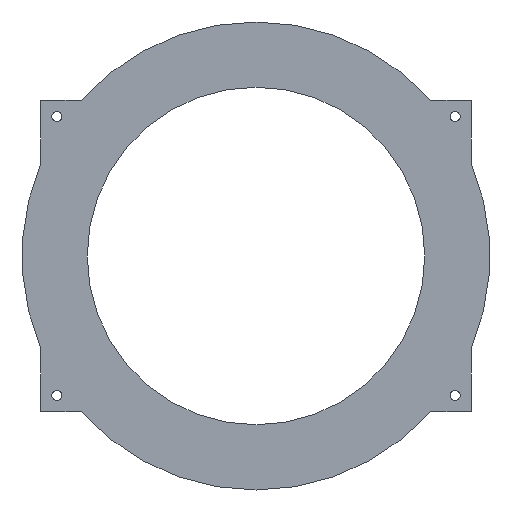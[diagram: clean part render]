
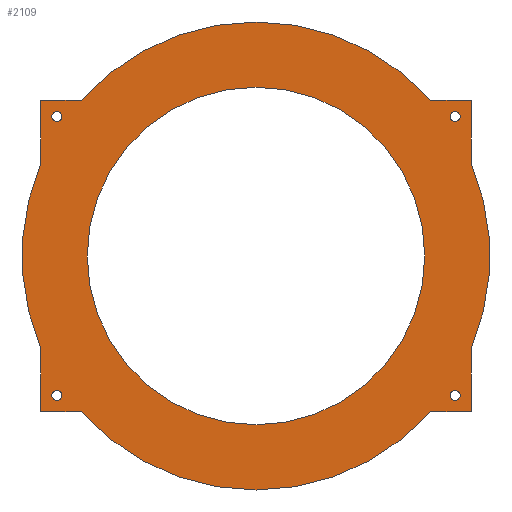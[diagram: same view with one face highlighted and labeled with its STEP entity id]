
A CAD part, front view. The second image highlights one B-rep face of the part: STEP entity #2109.
In plain terms, the highlighted planar face has unit normal (0, -1, 0).
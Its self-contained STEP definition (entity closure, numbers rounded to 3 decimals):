
#164=FACE_BOUND('',#414,.T.);
#165=FACE_BOUND('',#415,.T.);
#166=FACE_BOUND('',#416,.T.);
#167=FACE_BOUND('',#417,.T.);
#168=FACE_BOUND('',#418,.T.);
#178=PLANE('',#2352);
#245=FACE_OUTER_BOUND('',#413,.T.);
#413=EDGE_LOOP('',(#1537,#1538,#1539,#1540,#1541,#1542,#1543,#1544,#1545,
#1546,#1547,#1548));
#414=EDGE_LOOP('',(#1549));
#415=EDGE_LOOP('',(#1550));
#416=EDGE_LOOP('',(#1551));
#417=EDGE_LOOP('',(#1552));
#418=EDGE_LOOP('',(#1553));
#568=LINE('',#3552,#649);
#572=LINE('',#3560,#653);
#576=LINE('',#3572,#657);
#579=LINE('',#3578,#660);
#583=LINE('',#3590,#664);
#586=LINE('',#3596,#667);
#590=LINE('',#3608,#671);
#593=LINE('',#3614,#674);
#649=VECTOR('',#2728,10.);
#653=VECTOR('',#2734,10.);
#657=VECTOR('',#2746,10.);
#660=VECTOR('',#2751,10.);
#664=VECTOR('',#2763,10.);
#667=VECTOR('',#2768,10.);
#671=VECTOR('',#2780,10.);
#674=VECTOR('',#2785,10.);
#726=CIRCLE('',#2318,1.);
#728=CIRCLE('',#2321,33.9);
#730=CIRCLE('',#2324,1.);
#732=CIRCLE('',#2327,1.);
#734=CIRCLE('',#2330,1.);
#735=CIRCLE('',#2334,47.);
#737=CIRCLE('',#2339,47.);
#739=CIRCLE('',#2344,47.);
#741=CIRCLE('',#2349,47.);
#936=VERTEX_POINT('',#3522);
#938=VERTEX_POINT('',#3528);
#940=VERTEX_POINT('',#3534);
#942=VERTEX_POINT('',#3540);
#944=VERTEX_POINT('',#3546);
#945=VERTEX_POINT('',#3550);
#946=VERTEX_POINT('',#3551);
#949=VERTEX_POINT('',#3559);
#951=VERTEX_POINT('',#3565);
#953=VERTEX_POINT('',#3571);
#955=VERTEX_POINT('',#3577);
#957=VERTEX_POINT('',#3583);
#959=VERTEX_POINT('',#3589);
#961=VERTEX_POINT('',#3595);
#963=VERTEX_POINT('',#3601);
#965=VERTEX_POINT('',#3607);
#967=VERTEX_POINT('',#3613);
#1163=EDGE_CURVE('',#936,#936,#726,.T.);
#1166=EDGE_CURVE('',#938,#938,#728,.T.);
#1169=EDGE_CURVE('',#940,#940,#730,.T.);
#1172=EDGE_CURVE('',#942,#942,#732,.T.);
#1175=EDGE_CURVE('',#944,#944,#734,.T.);
#1176=EDGE_CURVE('',#945,#946,#568,.T.);
#1180=EDGE_CURVE('',#946,#949,#572,.T.);
#1183=EDGE_CURVE('',#951,#949,#735,.T.);
#1186=EDGE_CURVE('',#951,#953,#576,.T.);
#1189=EDGE_CURVE('',#953,#955,#579,.T.);
#1192=EDGE_CURVE('',#957,#955,#737,.T.);
#1195=EDGE_CURVE('',#957,#959,#583,.T.);
#1198=EDGE_CURVE('',#959,#961,#586,.T.);
#1201=EDGE_CURVE('',#963,#961,#739,.T.);
#1204=EDGE_CURVE('',#963,#965,#590,.T.);
#1207=EDGE_CURVE('',#965,#967,#593,.T.);
#1210=EDGE_CURVE('',#945,#967,#741,.T.);
#1537=ORIENTED_EDGE('',*,*,#1210,.F.);
#1538=ORIENTED_EDGE('',*,*,#1176,.T.);
#1539=ORIENTED_EDGE('',*,*,#1180,.T.);
#1540=ORIENTED_EDGE('',*,*,#1183,.F.);
#1541=ORIENTED_EDGE('',*,*,#1186,.T.);
#1542=ORIENTED_EDGE('',*,*,#1189,.T.);
#1543=ORIENTED_EDGE('',*,*,#1192,.F.);
#1544=ORIENTED_EDGE('',*,*,#1195,.T.);
#1545=ORIENTED_EDGE('',*,*,#1198,.T.);
#1546=ORIENTED_EDGE('',*,*,#1201,.F.);
#1547=ORIENTED_EDGE('',*,*,#1204,.T.);
#1548=ORIENTED_EDGE('',*,*,#1207,.T.);
#1549=ORIENTED_EDGE('',*,*,#1175,.F.);
#1550=ORIENTED_EDGE('',*,*,#1172,.F.);
#1551=ORIENTED_EDGE('',*,*,#1169,.F.);
#1552=ORIENTED_EDGE('',*,*,#1166,.F.);
#1553=ORIENTED_EDGE('',*,*,#1163,.F.);
#2109=ADVANCED_FACE('',(#245,#164,#165,#166,#167,#168),#178,.F.);
#2318=AXIS2_PLACEMENT_3D('',#3524,#2696,#2697);
#2321=AXIS2_PLACEMENT_3D('',#3530,#2703,#2704);
#2324=AXIS2_PLACEMENT_3D('',#3536,#2710,#2711);
#2327=AXIS2_PLACEMENT_3D('',#3542,#2717,#2718);
#2330=AXIS2_PLACEMENT_3D('',#3548,#2724,#2725);
#2334=AXIS2_PLACEMENT_3D('',#3566,#2739,#2740);
#2339=AXIS2_PLACEMENT_3D('',#3584,#2756,#2757);
#2344=AXIS2_PLACEMENT_3D('',#3602,#2773,#2774);
#2349=AXIS2_PLACEMENT_3D('',#3619,#2790,#2791);
#2352=AXIS2_PLACEMENT_3D('',#3622,#2796,#2797);
#2696=DIRECTION('center_axis',(0.,-1.,0.));
#2697=DIRECTION('ref_axis',(1.,0.,0.));
#2703=DIRECTION('center_axis',(0.,-1.,0.));
#2704=DIRECTION('ref_axis',(1.,0.,0.));
#2710=DIRECTION('center_axis',(0.,-1.,0.));
#2711=DIRECTION('ref_axis',(1.,0.,0.));
#2717=DIRECTION('center_axis',(0.,-1.,0.));
#2718=DIRECTION('ref_axis',(1.,0.,0.));
#2724=DIRECTION('center_axis',(0.,-1.,0.));
#2725=DIRECTION('ref_axis',(1.,0.,0.));
#2728=DIRECTION('',(-1.,0.,0.));
#2734=DIRECTION('',(0.,0.,-1.));
#2739=DIRECTION('center_axis',(0.,1.,0.));
#2740=DIRECTION('ref_axis',(1.,0.,0.));
#2746=DIRECTION('',(0.,0.,-1.));
#2751=DIRECTION('',(1.,0.,0.));
#2756=DIRECTION('center_axis',(0.,1.,0.));
#2757=DIRECTION('ref_axis',(1.,0.,0.));
#2763=DIRECTION('',(1.,0.,0.));
#2768=DIRECTION('',(0.,0.,1.));
#2773=DIRECTION('center_axis',(0.,1.,0.));
#2774=DIRECTION('ref_axis',(1.,0.,0.));
#2780=DIRECTION('',(0.,0.,1.));
#2785=DIRECTION('',(-1.,0.,0.));
#2790=DIRECTION('center_axis',(0.,1.,0.));
#2791=DIRECTION('ref_axis',(1.,0.,0.));
#2796=DIRECTION('center_axis',(0.,1.,0.));
#2797=DIRECTION('ref_axis',(1.,0.,0.));
#3522=CARTESIAN_POINT('',(39.,0.,-28.));
#3524=CARTESIAN_POINT('Origin',(40.,0.,-28.));
#3528=CARTESIAN_POINT('',(-33.9,0.,0.));
#3530=CARTESIAN_POINT('Origin',(0.,0.,0.));
#3534=CARTESIAN_POINT('',(-41.,0.,-28.));
#3536=CARTESIAN_POINT('Origin',(-40.,0.,-28.));
#3540=CARTESIAN_POINT('',(-41.,0.,28.));
#3542=CARTESIAN_POINT('Origin',(-40.,0.,28.));
#3546=CARTESIAN_POINT('',(39.,0.,28.));
#3548=CARTESIAN_POINT('Origin',(40.,0.,28.));
#3550=CARTESIAN_POINT('',(-35.106,0.,31.25));
#3551=CARTESIAN_POINT('',(-43.25,0.,31.25));
#3552=CARTESIAN_POINT('',(43.25,0.,31.25));
#3559=CARTESIAN_POINT('',(-43.25,0.,18.397));
#3560=CARTESIAN_POINT('',(-43.25,0.,31.25));
#3565=CARTESIAN_POINT('',(-43.25,0.,-18.397));
#3566=CARTESIAN_POINT('Origin',(0.,0.,0.));
#3571=CARTESIAN_POINT('',(-43.25,0.,-31.25));
#3572=CARTESIAN_POINT('',(-43.25,0.,31.25));
#3577=CARTESIAN_POINT('',(-35.106,0.,-31.25));
#3578=CARTESIAN_POINT('',(-43.25,0.,-31.25));
#3583=CARTESIAN_POINT('',(35.106,0.,-31.25));
#3584=CARTESIAN_POINT('Origin',(0.,0.,0.));
#3589=CARTESIAN_POINT('',(43.25,0.,-31.25));
#3590=CARTESIAN_POINT('',(-43.25,0.,-31.25));
#3595=CARTESIAN_POINT('',(43.25,0.,-18.397));
#3596=CARTESIAN_POINT('',(43.25,0.,-31.25));
#3601=CARTESIAN_POINT('',(43.25,0.,18.397));
#3602=CARTESIAN_POINT('Origin',(0.,0.,0.));
#3607=CARTESIAN_POINT('',(43.25,0.,31.25));
#3608=CARTESIAN_POINT('',(43.25,0.,-31.25));
#3613=CARTESIAN_POINT('',(35.106,0.,31.25));
#3614=CARTESIAN_POINT('',(43.25,0.,31.25));
#3619=CARTESIAN_POINT('Origin',(0.,0.,0.));
#3622=CARTESIAN_POINT('Origin',(0.,0.,0.));
